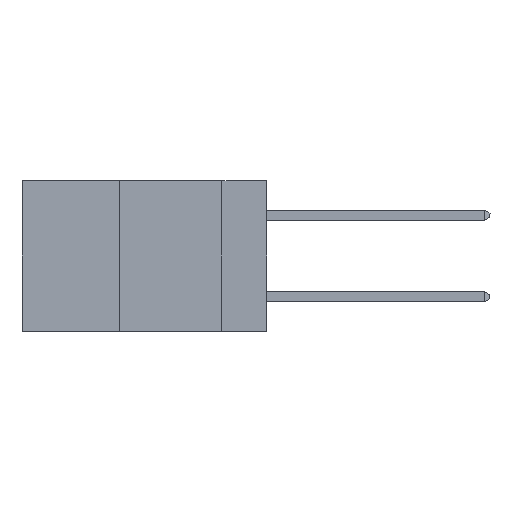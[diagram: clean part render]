
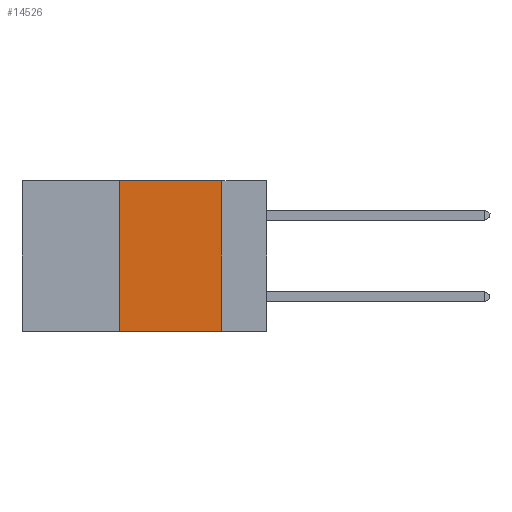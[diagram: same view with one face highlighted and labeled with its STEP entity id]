
A CAD part, left-side view. The second image highlights one B-rep face of the part: STEP entity #14526.
In plain terms, the highlighted planar face has unit normal (-1, 0, 0).
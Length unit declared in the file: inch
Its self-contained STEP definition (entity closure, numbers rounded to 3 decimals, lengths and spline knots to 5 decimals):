
#63 = EDGE_CURVE ( 'NONE', #936, #12999, #7368, .T. ) ;
#355 = CARTESIAN_POINT ( 'NONE',  ( 0., 0.11, 0. ) ) ;
#936 = VERTEX_POINT ( 'NONE', #11423 ) ;
#1121 = VECTOR ( 'NONE', #11093, 39.37008 ) ;
#1185 = EDGE_CURVE ( 'NONE', #12999, #15321, #12023, .T. ) ;
#1608 = FACE_OUTER_BOUND ( 'NONE', #15024, .T. ) ;
#2066 = VECTOR ( 'NONE', #8191, 39.37008 ) ;
#2831 = LINE ( 'NONE', #355, #1121 ) ;
#3465 = CARTESIAN_POINT ( 'NONE',  ( 0., 0.6, 0. ) ) ;
#3826 = CARTESIAN_POINT ( 'NONE',  ( 0., 0.11, 0. ) ) ;
#4115 = CARTESIAN_POINT ( 'NONE',  ( 0., 0.11, -0.37 ) ) ;
#4159 = AXIS2_PLACEMENT_3D ( 'NONE', #10960, #13291, #11117 ) ;
#4963 = DIRECTION ( 'NONE',  ( 0., 0., 1. ) ) ;
#5999 = CARTESIAN_POINT ( 'NONE',  ( 0., 0.6, -0.37 ) ) ;
#6033 = ORIENTED_EDGE ( 'NONE', *, *, #15198, .T. ) ;
#6202 = PLANE ( 'NONE',  #4159 ) ;
#7368 = LINE ( 'NONE', #11830, #11572 ) ;
#8118 = VECTOR ( 'NONE', #11920, 39.37008 ) ;
#8191 = DIRECTION ( 'NONE',  ( 0., -1., 0. ) ) ;
#8224 = CARTESIAN_POINT ( 'NONE',  ( 0., 0.36, 0. ) ) ;
#8321 = LINE ( 'NONE', #5999, #8118 ) ;
#8324 = ORIENTED_EDGE ( 'NONE', *, *, #63, .F. ) ;
#9317 = VERTEX_POINT ( 'NONE', #4115 ) ;
#10960 = CARTESIAN_POINT ( 'NONE',  ( 0., 0.6, 0. ) ) ;
#11093 = DIRECTION ( 'NONE',  ( 0., 0., -1. ) ) ;
#11111 = EDGE_CURVE ( 'NONE', #15321, #9317, #2831, .T. ) ;
#11117 = DIRECTION ( 'NONE',  ( 0., 0., -1. ) ) ;
#11423 = CARTESIAN_POINT ( 'NONE',  ( 0., 0.36, -0.37 ) ) ;
#11572 = VECTOR ( 'NONE', #4963, 39.37008 ) ;
#11830 = CARTESIAN_POINT ( 'NONE',  ( 0., 0.36, 0. ) ) ;
#11920 = DIRECTION ( 'NONE',  ( 0., -1., 0. ) ) ;
#12023 = LINE ( 'NONE', #3465, #2066 ) ;
#12377 = ORIENTED_EDGE ( 'NONE', *, *, #11111, .F. ) ;
#12999 = VERTEX_POINT ( 'NONE', #8224 ) ;
#13233 = ORIENTED_EDGE ( 'NONE', *, *, #1185, .F. ) ;
#13291 = DIRECTION ( 'NONE',  ( 1., 0., 0. ) ) ;
#14526 = ADVANCED_FACE ( 'NONE', ( #1608 ), #6202, .F. ) ;
#15024 = EDGE_LOOP ( 'NONE', ( #12377, #13233, #8324, #6033 ) ) ;
#15198 = EDGE_CURVE ( 'NONE', #936, #9317, #8321, .T. ) ;
#15321 = VERTEX_POINT ( 'NONE', #3826 ) ;
